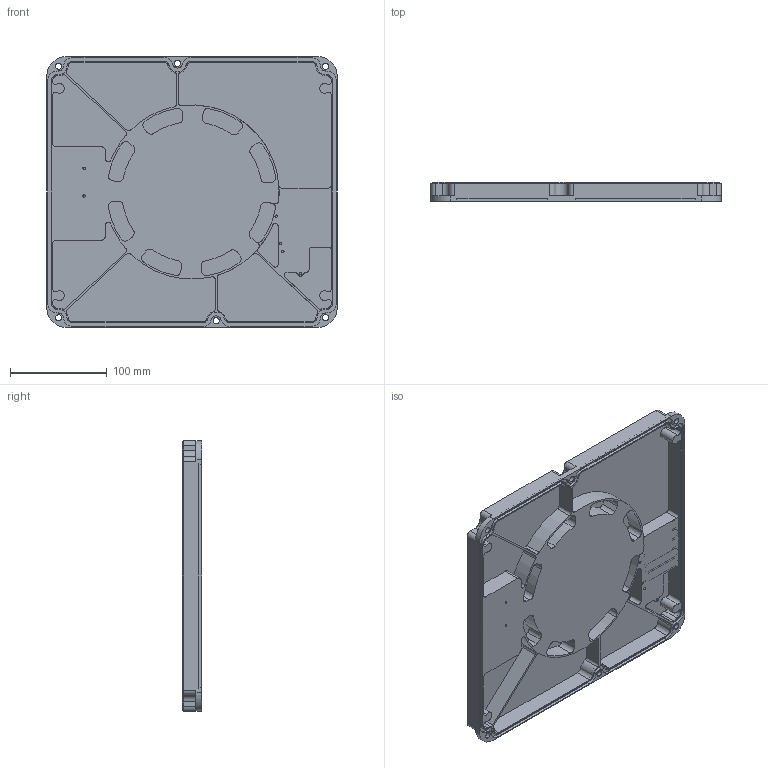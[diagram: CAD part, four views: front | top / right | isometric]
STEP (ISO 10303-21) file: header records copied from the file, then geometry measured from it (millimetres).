
FILE_DESCRIPTION((''),'2;1');
FILE_NAME('DA-14-010579','2025-05-30T13:08:39',('guozhihui'),(''),'CREO PARAMETRIC BY PTC INC, 2020044','CREO PARAMETRIC BY PTC INC, 2020044','');
FILE_SCHEMA(('CONFIG_CONTROL_DESIGN'));
Length unit declared in the file: millimetre
Products named in the file (1): DA-14-010579
Bounding box: 300 x 20 x 280 mm (x, y, z)
Volume: 453026.4 mm3; surface area: 303542.1 mm2
Topology: 1 solids, 1 shells, 599 faces, 1573 edges, 1036 vertices
Faces by surface type: cylinder 344, plane 235, cone 20
Entity records: 18793 total; most frequent: DIRECTION 3499, CARTESIAN_POINT 3208, ORIENTED_EDGE 3146, EDGE_CURVE 1573, AXIS2_PLACEMENT_3D 1327, VERTEX_POINT 1036, VECTOR 845, LINE 845
